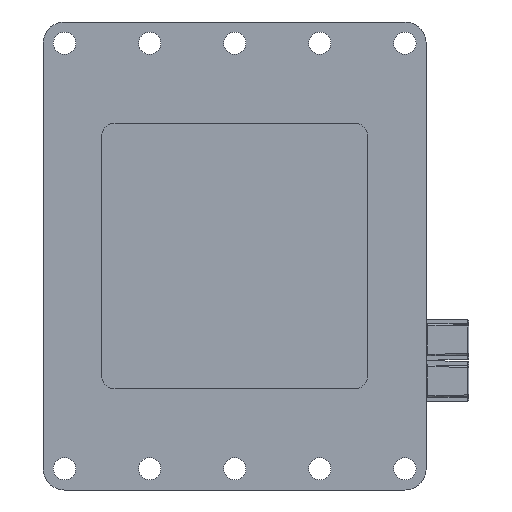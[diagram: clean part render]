
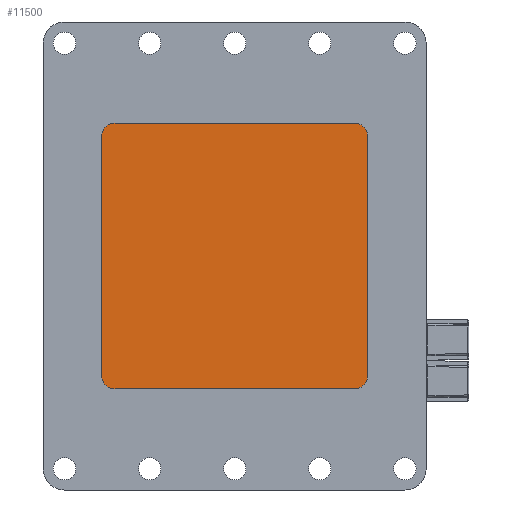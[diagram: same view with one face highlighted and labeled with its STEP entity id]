
A CAD part, left-side view. The second image highlights one B-rep face of the part: STEP entity #11500.
In plain terms, the highlighted planar face has unit normal (-1, 0, 0).
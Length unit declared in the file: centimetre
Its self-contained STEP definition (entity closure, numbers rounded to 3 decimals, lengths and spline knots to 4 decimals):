
#635=CIRCLE('',#12134,0.25);
#637=CIRCLE('',#12138,0.25);
#639=CIRCLE('',#12142,0.25);
#641=CIRCLE('',#12146,0.25);
#1193=FACE_OUTER_BOUND('',#1843,.T.);
#1843=EDGE_LOOP('',(#9086,#9087,#9088,#9089,#9090,#9091,#9092,#9093));
#3003=LINE('',#19038,#4120);
#3007=LINE('',#19050,#4124);
#3011=LINE('',#19062,#4128);
#3014=LINE('',#19071,#4131);
#4120=VECTOR('',#14240,4.5);
#4124=VECTOR('',#14252,4.5);
#4128=VECTOR('',#14264,4.5);
#4131=VECTOR('',#14275,4.5);
#5110=VERTEX_POINT('',#19028);
#5111=VERTEX_POINT('',#19030);
#5113=VERTEX_POINT('',#19036);
#5115=VERTEX_POINT('',#19042);
#5117=VERTEX_POINT('',#19048);
#5119=VERTEX_POINT('',#19054);
#5121=VERTEX_POINT('',#19060);
#5123=VERTEX_POINT('',#19066);
#6509=EDGE_CURVE('',#5110,#5111,#635,.T.);
#6513=EDGE_CURVE('',#5113,#5110,#3003,.T.);
#6516=EDGE_CURVE('',#5115,#5113,#637,.T.);
#6519=EDGE_CURVE('',#5117,#5115,#3007,.T.);
#6522=EDGE_CURVE('',#5119,#5117,#639,.T.);
#6525=EDGE_CURVE('',#5121,#5119,#3011,.T.);
#6528=EDGE_CURVE('',#5123,#5121,#641,.T.);
#6530=EDGE_CURVE('',#5111,#5123,#3014,.T.);
#9086=ORIENTED_EDGE('',*,*,#6530,.F.);
#9087=ORIENTED_EDGE('',*,*,#6509,.F.);
#9088=ORIENTED_EDGE('',*,*,#6513,.F.);
#9089=ORIENTED_EDGE('',*,*,#6516,.F.);
#9090=ORIENTED_EDGE('',*,*,#6519,.F.);
#9091=ORIENTED_EDGE('',*,*,#6522,.F.);
#9092=ORIENTED_EDGE('',*,*,#6525,.F.);
#9093=ORIENTED_EDGE('',*,*,#6528,.F.);
#10441=PLANE('',#12148);
#11500=ADVANCED_FACE('',(#1193),#10441,.F.);
#12134=AXIS2_PLACEMENT_3D('',#19031,#14233,#14234);
#12138=AXIS2_PLACEMENT_3D('',#19044,#14246,#14247);
#12142=AXIS2_PLACEMENT_3D('',#19056,#14258,#14259);
#12146=AXIS2_PLACEMENT_3D('',#19068,#14270,#14271);
#12148=AXIS2_PLACEMENT_3D('',#19072,#14276,#14277);
#14233=DIRECTION('center_axis',(1.,0.,0.));
#14234=DIRECTION('ref_axis',(0.,-1.,0.));
#14240=DIRECTION('',(0.,1.,0.));
#14246=DIRECTION('center_axis',(1.,0.,0.));
#14247=DIRECTION('ref_axis',(0.,0.,
1.));
#14252=DIRECTION('',(0.,0.,-1.));
#14258=DIRECTION('center_axis',(1.,0.,0.));
#14259=DIRECTION('ref_axis',(0.,1.,0.));
#14264=DIRECTION('',(0.,-1.,0.));
#14270=DIRECTION('center_axis',(1.,0.,0.));
#14271=DIRECTION('ref_axis',(0.,0.,
-1.));
#14275=DIRECTION('',(0.,0.,1.));
#14276=DIRECTION('center_axis',(1.,0.,0.));
#14277=DIRECTION('ref_axis',(0.,0.,-1.));
#19028=CARTESIAN_POINT('',(-1.6946,-3.5484,-6.3596));
#19030=CARTESIAN_POINT('',(-1.6946,-3.2984,-6.1096));
#19031=CARTESIAN_POINT('Origin',(-1.6946,-3.5484,-6.1096));
#19036=CARTESIAN_POINT('',(-1.6946,-8.0484,-6.3596));
#19038=CARTESIAN_POINT('',(-1.6946,-8.0484,-6.3596));
#19042=CARTESIAN_POINT('',(-1.6946,-8.2984,-6.1096));
#19044=CARTESIAN_POINT('Origin',(-1.6946,-8.0484,-6.1096));
#19048=CARTESIAN_POINT('',(-1.6946,-8.2984,-1.6096));
#19050=CARTESIAN_POINT('',(-1.6946,-8.2984,-1.6096));
#19054=CARTESIAN_POINT('',(-1.6946,-8.0484,-1.3596));
#19056=CARTESIAN_POINT('Origin',(-1.6946,-8.0484,-1.6096));
#19060=CARTESIAN_POINT('',(-1.6946,-3.5484,-1.3596));
#19062=CARTESIAN_POINT('',(-1.6946,-3.5484,-1.3596));
#19066=CARTESIAN_POINT('',(-1.6946,-3.2984,-1.6096));
#19068=CARTESIAN_POINT('Origin',(-1.6946,-3.5484,-1.6096));
#19071=CARTESIAN_POINT('',(-1.6946,-3.2984,-6.1096));
#19072=CARTESIAN_POINT('Origin',(-1.6946,-5.7984,-3.8596));
